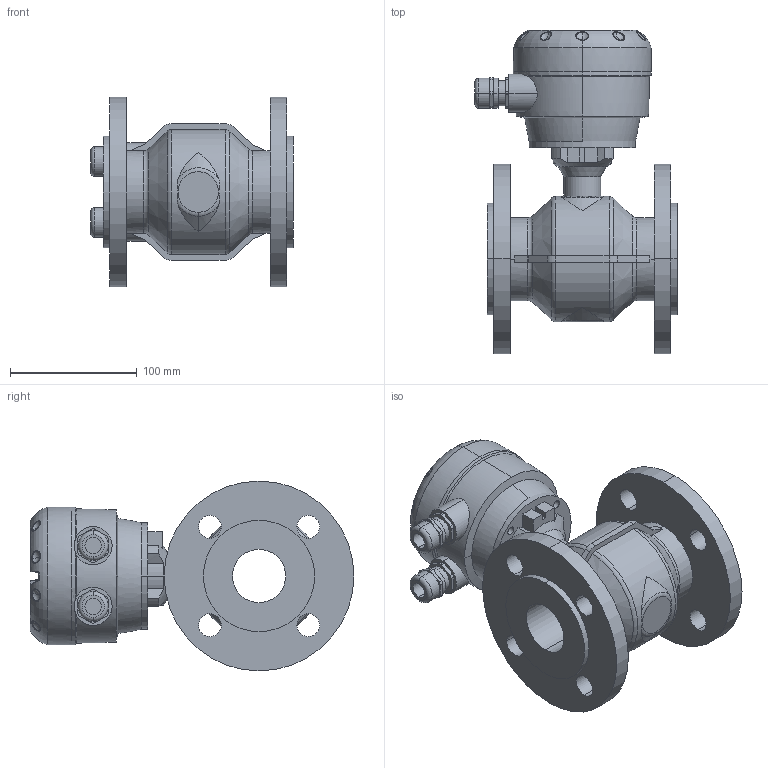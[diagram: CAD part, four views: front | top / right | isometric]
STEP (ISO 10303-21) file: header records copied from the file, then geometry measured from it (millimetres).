
FILE_DESCRIPTION (( 'STEP AP203' ), '1' );
FILE_NAME ('KROHNE_WATERFLUX_3000F_DIN2633_DN40_PN16.STEP', '2012-12-30T18:14:03', ( '' ), ( '' ), 'SwSTEP 2.0', 'SolidWorks 2012', '' );
FILE_SCHEMA (( 'CONFIG_CONTROL_DESIGN' ));
Length unit declared in the file: millimetre
Products named in the file (1): KROHNE_WATERFLUX_3000F_DIN2633_DN40_PN16
Bounding box: 160 x 255.99 x 150 mm (x, y, z)
Volume: 1752394.3 mm3; surface area: 236686.6 mm2
Topology: 14 solids, 18 shells, 488 faces, 1210 edges, 777 vertices
Faces by surface type: plane 183, cylinder 144, bspline 63, torus 47, cone 27, sphere 24
Entity records: 19402 total; most frequent: CARTESIAN_POINT 8003, ORIENTED_EDGE 2404, DIRECTION 2263, EDGE_CURVE 1202, AXIS2_PLACEMENT_3D 867, VERTEX_POINT 777, EDGE_LOOP 559, LINE 529
